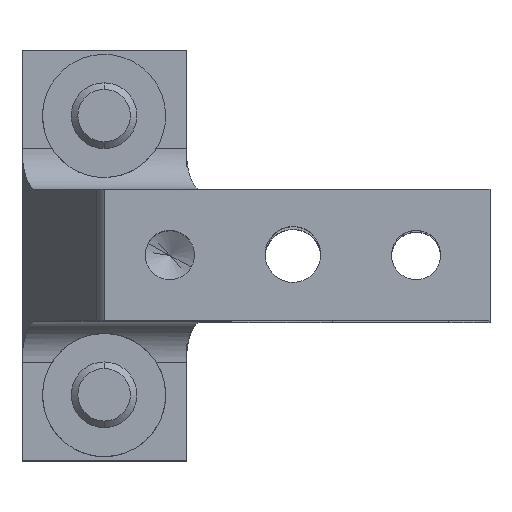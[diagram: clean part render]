
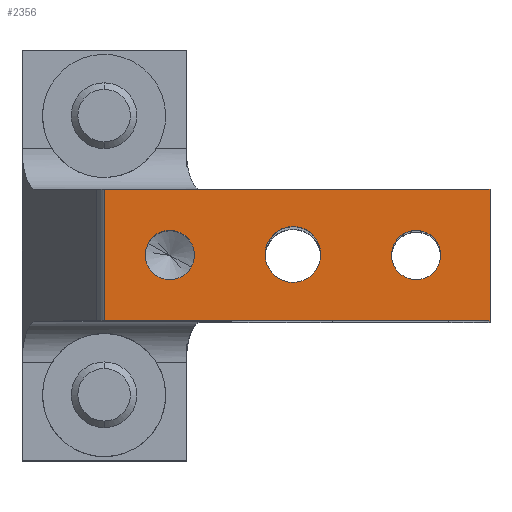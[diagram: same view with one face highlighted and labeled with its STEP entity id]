
A CAD part, top view. The second image highlights one B-rep face of the part: STEP entity #2356.
In plain terms, the highlighted planar face has unit normal (0, 0, 1).
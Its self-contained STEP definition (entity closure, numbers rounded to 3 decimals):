
#1751=CARTESIAN_POINT('Vertex',(39.,-8.,138.)) ;
#1754=CARTESIAN_POINT('Line Origine',(15.5,-8.,138.)) ;
#1758=CARTESIAN_POINT('Vertex',(-8.,-8.,138.)) ;
#1999=CARTESIAN_POINT('Vertex',(-8.,8.,138.)) ;
#2009=CARTESIAN_POINT('Line Origine',(-8.,0.,138.)) ;
#2032=CARTESIAN_POINT('Vertex',(17.984,-1.561,138.)) ;
#2061=CARTESIAN_POINT('Vertex',(12.016,1.7,138.)) ;
#2064=CARTESIAN_POINT('Axis2P3D Location',(15.,0.07,138.)) ;
#2124=CARTESIAN_POINT('Axis2P3D Location',(0.,0.,138.)) ;
#2128=CARTESIAN_POINT('Vertex',(2.633,-1.438,138.)) ;
#2130=CARTESIAN_POINT('Vertex',(-2.633,1.438,138.)) ;
#2150=CARTESIAN_POINT('Axis2P3D Location',(0.,0.,138.)) ;
#2179=CARTESIAN_POINT('Axis2P3D Location',(15.,0.07,138.)) ;
#2268=CARTESIAN_POINT('Vertex',(32.633,-1.438,138.)) ;
#2271=CARTESIAN_POINT('Axis2P3D Location',(30.,0.,138.)) ;
#2275=CARTESIAN_POINT('Vertex',(27.367,1.438,138.)) ;
#2290=CARTESIAN_POINT('Axis2P3D Location',(30.,0.,138.)) ;
#2321=CARTESIAN_POINT('Axis2P3D Location',(39.,0.,138.)) ;
#2326=CARTESIAN_POINT('Line Origine',(15.5,8.,138.)) ;
#2330=CARTESIAN_POINT('Vertex',(39.,8.,138.)) ;
#2333=CARTESIAN_POINT('Line Origine',(39.,0.,138.)) ;
#1755=DIRECTION('Vector Direction',(1.,0.,0.)) ;
#2010=DIRECTION('Vector Direction',(0.,-1.,0.)) ;
#2065=DIRECTION('Axis2P3D Direction',(0.,0.,-1.)) ;
#2125=DIRECTION('Axis2P3D Direction',(0.,0.,-1.)) ;
#2151=DIRECTION('Axis2P3D Direction',(0.,0.,-1.)) ;
#2180=DIRECTION('Axis2P3D Direction',(0.,0.,-1.)) ;
#2272=DIRECTION('Axis2P3D Direction',(0.,0.,-1.)) ;
#2291=DIRECTION('Axis2P3D Direction',(0.,0.,-1.)) ;
#2322=DIRECTION('Axis2P3D Direction',(0.,0.,1.)) ;
#2323=DIRECTION('Axis2P3D XDirection',(-1.,0.,0.)) ;
#2327=DIRECTION('Vector Direction',(1.,0.,0.)) ;
#2334=DIRECTION('Vector Direction',(0.,-1.,0.)) ;
#2066=AXIS2_PLACEMENT_3D('Circle Axis2P3D',#2064,#2065,$) ;
#2126=AXIS2_PLACEMENT_3D('Circle Axis2P3D',#2124,#2125,$) ;
#2152=AXIS2_PLACEMENT_3D('Circle Axis2P3D',#2150,#2151,$) ;
#2181=AXIS2_PLACEMENT_3D('Circle Axis2P3D',#2179,#2180,$) ;
#2273=AXIS2_PLACEMENT_3D('Circle Axis2P3D',#2271,#2272,$) ;
#2292=AXIS2_PLACEMENT_3D('Circle Axis2P3D',#2290,#2291,$) ;
#2324=AXIS2_PLACEMENT_3D('Plane Axis2P3D',#2321,#2322,#2323) ;
#2339=ORIENTED_EDGE('',*,*,#2332,.F.) ;
#2340=ORIENTED_EDGE('',*,*,#2013,.T.) ;
#2341=ORIENTED_EDGE('',*,*,#1760,.T.) ;
#2342=ORIENTED_EDGE('',*,*,#2337,.F.) ;
#2345=ORIENTED_EDGE('',*,*,#2068,.F.) ;
#2346=ORIENTED_EDGE('',*,*,#2183,.F.) ;
#2349=ORIENTED_EDGE('',*,*,#2277,.F.) ;
#2350=ORIENTED_EDGE('',*,*,#2294,.F.) ;
#2353=ORIENTED_EDGE('',*,*,#2154,.F.) ;
#2354=ORIENTED_EDGE('',*,*,#2132,.F.) ;
#2347=FACE_BOUND('',#2344,.T.) ;
#2351=FACE_BOUND('',#2348,.T.) ;
#2355=FACE_BOUND('',#2352,.T.) ;
#1756=VECTOR('Line Direction',#1755,1.) ;
#2011=VECTOR('Line Direction',#2010,1.) ;
#2328=VECTOR('Line Direction',#2327,1.) ;
#2335=VECTOR('Line Direction',#2334,1.) ;
#2356=ADVANCED_FACE('EGT184_SPANNBACKE.2',(#2343,#2347,#2351,#2355),#2325,.T.) ;
#2067=CIRCLE('generated circle',#2066,3.4) ;
#2127=CIRCLE('generated circle',#2126,3.) ;
#2153=CIRCLE('generated circle',#2152,3.) ;
#2182=CIRCLE('generated circle',#2181,3.4) ;
#2274=CIRCLE('generated circle',#2273,3.) ;
#2293=CIRCLE('generated circle',#2292,3.) ;
#1760=EDGE_CURVE('',#1759,#1752,#1757,.T.) ;
#2013=EDGE_CURVE('',#2000,#1759,#2012,.T.) ;
#2068=EDGE_CURVE('',#2062,#2033,#2067,.F.) ;
#2132=EDGE_CURVE('',#2129,#2131,#2127,.F.) ;
#2154=EDGE_CURVE('',#2131,#2129,#2153,.F.) ;
#2183=EDGE_CURVE('',#2033,#2062,#2182,.F.) ;
#2277=EDGE_CURVE('',#2269,#2276,#2274,.F.) ;
#2294=EDGE_CURVE('',#2276,#2269,#2293,.F.) ;
#2332=EDGE_CURVE('',#2000,#2331,#2329,.T.) ;
#2337=EDGE_CURVE('',#2331,#1752,#2336,.T.) ;
#2338=EDGE_LOOP('',(#2339,#2340,#2341,#2342)) ;
#2344=EDGE_LOOP('',(#2345,#2346)) ;
#2348=EDGE_LOOP('',(#2349,#2350)) ;
#2352=EDGE_LOOP('',(#2353,#2354)) ;
#2343=FACE_OUTER_BOUND('',#2338,.T.) ;
#1757=LINE('Line',#1754,#1756) ;
#2012=LINE('Line',#2009,#2011) ;
#2329=LINE('Line',#2326,#2328) ;
#2336=LINE('Line',#2333,#2335) ;
#2325=PLANE('',#2324) ;
#1752=VERTEX_POINT('',#1751) ;
#1759=VERTEX_POINT('',#1758) ;
#2000=VERTEX_POINT('',#1999) ;
#2033=VERTEX_POINT('',#2032) ;
#2062=VERTEX_POINT('',#2061) ;
#2129=VERTEX_POINT('',#2128) ;
#2131=VERTEX_POINT('',#2130) ;
#2269=VERTEX_POINT('',#2268) ;
#2276=VERTEX_POINT('',#2275) ;
#2331=VERTEX_POINT('',#2330) ;
